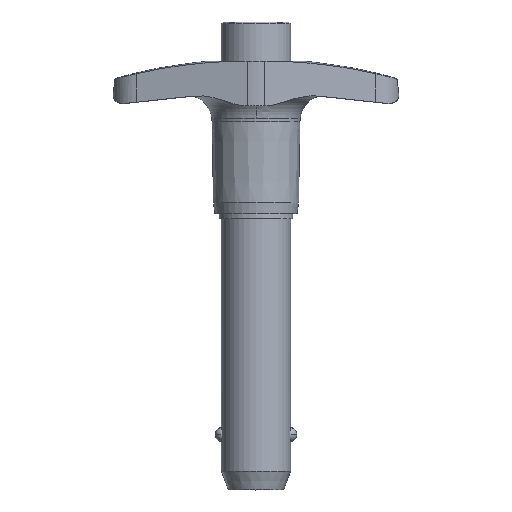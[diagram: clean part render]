
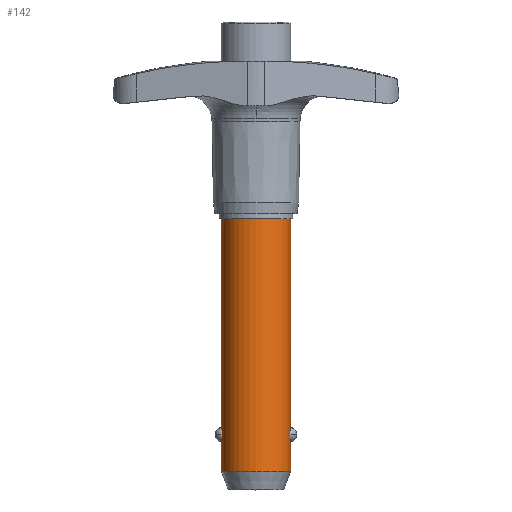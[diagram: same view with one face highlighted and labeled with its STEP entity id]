
A CAD part, top view. The second image highlights one B-rep face of the part: STEP entity #142.
In plain terms, the highlighted cylindrical face has radius 7.144 mm (diameter 14.287 mm), a partial arc.
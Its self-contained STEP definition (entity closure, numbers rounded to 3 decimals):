
#142=ADVANCED_FACE('',(#325),#326,.T.);
#325=FACE_OUTER_BOUND('',#548,.T.);
#326=CYLINDRICAL_SURFACE('',#549,7.144);
#548=EDGE_LOOP('',(#906,#907,#908,#909,#910,#911,#912,#913,#914,#915));
#549=AXIS2_PLACEMENT_3D('',#916,#917,#918);
#906=ORIENTED_EDGE('',*,*,#1483,.T.);
#907=ORIENTED_EDGE('',*,*,#1484,.T.);
#908=ORIENTED_EDGE('',*,*,#1485,.T.);
#909=ORIENTED_EDGE('',*,*,#1486,.T.);
#910=ORIENTED_EDGE('',*,*,#1449,.F.);
#911=ORIENTED_EDGE('',*,*,#1487,.T.);
#912=ORIENTED_EDGE('',*,*,#1488,.T.);
#913=ORIENTED_EDGE('',*,*,#1375,.T.);
#914=ORIENTED_EDGE('',*,*,#1489,.T.);
#915=ORIENTED_EDGE('',*,*,#1490,.T.);
#916=CARTESIAN_POINT('',(0.0,-28.067,0.0));
#917=DIRECTION('',(-0.0,1.0,0.0));
#918=DIRECTION('',(1.0,0.0,0.0));
#1375=EDGE_CURVE('',#1647,#1650,#1652,.T.);
#1449=EDGE_CURVE('',#1775,#1774,#1777,.T.);
#1483=EDGE_CURVE('',#1827,#1828,#1829,.T.);
#1484=EDGE_CURVE('',#1828,#1830,#1831,.T.);
#1485=EDGE_CURVE('',#1830,#1832,#1833,.T.);
#1486=EDGE_CURVE('',#1832,#1774,#1834,.T.);
#1487=EDGE_CURVE('',#1775,#1835,#1836,.T.);
#1488=EDGE_CURVE('',#1835,#1647,#1837,.T.);
#1489=EDGE_CURVE('',#1650,#1838,#1839,.T.);
#1490=EDGE_CURVE('',#1838,#1827,#1840,.T.);
#1647=VERTEX_POINT('',#2101);
#1650=VERTEX_POINT('',#2104);
#1652=B_SPLINE_CURVE_WITH_KNOTS('',3,(#2119,#2120,#2121,#2122,#2123,#2124,#2125,#2126,#2127,#2128,#2129,#2130,#2131,#2132),.UNSPECIFIED.,.F.,.F.,(4,2,2,2,2,2,4),(0.0,0.514,1.028,1.257,1.487,1.862,2.238),.UNSPECIFIED.);
#1774=VERTEX_POINT('',#2747);
#1775=VERTEX_POINT('',#2748);
#1777=CIRCLE('',#2750,7.144);
#1827=VERTEX_POINT('',#2997);
#1828=VERTEX_POINT('',#2998);
#1829=LINE('',#2999,#3000);
#1830=VERTEX_POINT('',#3001);
#1831=B_SPLINE_CURVE_WITH_KNOTS('',3,(#3002,#3003,#3004,#3005,#3006,#3007,#3008,#3009,#3010,#3011,#3012,#3013,#3014,#3015),.UNSPECIFIED.,.F.,.F.,(4,2,2,2,2,2,4),(2.238,2.613,2.988,3.218,3.448,3.961,4.475),.UNSPECIFIED.);
#1832=VERTEX_POINT('',#3016);
#1833=B_SPLINE_CURVE_WITH_KNOTS('',3,(#3017,#3018,#3019,#3020,#3021,#3022,#3023,#3024,#3025,#3026,#3027,#3028,#3029,#3030),.UNSPECIFIED.,.F.,.F.,(4,2,2,2,2,2,4),(4.475,4.989,5.503,5.733,5.962,6.338,6.713),.UNSPECIFIED.);
#1834=LINE('',#3031,#3032);
#1835=VERTEX_POINT('',#3033);
#1836=LINE('',#3034,#3035);
#1837=B_SPLINE_CURVE_WITH_KNOTS('',3,(#3036,#3037,#3038,#3039,#3040,#3041,#3042,#3043,#3044,#3045,#3046,#3047,#3048,#3049),.UNSPECIFIED.,.F.,.F.,(4,2,2,2,2,2,4),(6.713,7.088,7.463,7.693,7.923,8.436,8.95),.UNSPECIFIED.);
#1838=VERTEX_POINT('',#3050);
#1839=LINE('',#3051,#3052);
#1840=CIRCLE('',#3053,7.144);
#2101=CARTESIAN_POINT('',(-6.985,-44.668,1.5));
#2104=CARTESIAN_POINT('',(-7.144,-46.157,0.));
#2119=CARTESIAN_POINT('',(-6.985,-44.668,1.5));
#2120=CARTESIAN_POINT('',(-6.985,-44.84,1.5));
#2121=CARTESIAN_POINT('',(-6.991,-45.023,1.469));
#2122=CARTESIAN_POINT('',(-7.017,-45.364,1.34));
#2123=CARTESIAN_POINT('',(-7.036,-45.522,1.243));
#2124=CARTESIAN_POINT('',(-7.062,-45.707,1.08));
#2125=CARTESIAN_POINT('',(-7.071,-45.766,1.02));
#2126=CARTESIAN_POINT('',(-7.088,-45.871,0.891));
#2127=CARTESIAN_POINT('',(-7.097,-45.918,0.822));
#2128=CARTESIAN_POINT('',(-7.115,-46.018,0.648));
#2129=CARTESIAN_POINT('',(-7.126,-46.071,0.522));
#2130=CARTESIAN_POINT('',(-7.14,-46.141,0.261));
#2131=CARTESIAN_POINT('',(-7.144,-46.157,0.125));
#2132=CARTESIAN_POINT('',(-7.144,-46.157,0.));
#2747=CARTESIAN_POINT('',(7.144,0.0,0.0));
#2748=CARTESIAN_POINT('',(-7.144,0.0,0.));
#2750=AXIS2_PLACEMENT_3D('',#3993,#3994,#3995);
#2997=CARTESIAN_POINT('',(7.144,-52.248,0.0));
#2998=CARTESIAN_POINT('',(7.144,-46.157,0.));
#2999=CARTESIAN_POINT('',(7.144,-28.067,0.));
#3000=VECTOR('',#4031,1.0);
#3001=CARTESIAN_POINT('',(6.985,-44.668,1.5));
#3002=CARTESIAN_POINT('',(7.144,-46.157,0.));
#3003=CARTESIAN_POINT('',(7.144,-46.157,0.125));
#3004=CARTESIAN_POINT('',(7.14,-46.141,0.261));
#3005=CARTESIAN_POINT('',(7.126,-46.071,0.522));
#3006=CARTESIAN_POINT('',(7.115,-46.018,0.648));
#3007=CARTESIAN_POINT('',(7.097,-45.918,0.822));
#3008=CARTESIAN_POINT('',(7.088,-45.871,0.891));
#3009=CARTESIAN_POINT('',(7.071,-45.766,1.02));
#3010=CARTESIAN_POINT('',(7.062,-45.707,1.08));
#3011=CARTESIAN_POINT('',(7.036,-45.522,1.243));
#3012=CARTESIAN_POINT('',(7.017,-45.364,1.34));
#3013=CARTESIAN_POINT('',(6.991,-45.023,1.469));
#3014=CARTESIAN_POINT('',(6.985,-44.84,1.5));
#3015=CARTESIAN_POINT('',(6.985,-44.668,1.5));
#3016=CARTESIAN_POINT('',(7.144,-43.18,0.));
#3017=CARTESIAN_POINT('',(6.985,-44.668,1.5));
#3018=CARTESIAN_POINT('',(6.985,-44.497,1.5));
#3019=CARTESIAN_POINT('',(6.991,-44.314,1.469));
#3020=CARTESIAN_POINT('',(7.017,-43.973,1.34));
#3021=CARTESIAN_POINT('',(7.036,-43.815,1.243));
#3022=CARTESIAN_POINT('',(7.062,-43.63,1.08));
#3023=CARTESIAN_POINT('',(7.071,-43.571,1.02));
#3024=CARTESIAN_POINT('',(7.088,-43.466,0.891));
#3025=CARTESIAN_POINT('',(7.097,-43.419,0.822));
#3026=CARTESIAN_POINT('',(7.115,-43.319,0.648));
#3027=CARTESIAN_POINT('',(7.126,-43.266,0.522));
#3028=CARTESIAN_POINT('',(7.14,-43.196,0.261));
#3029=CARTESIAN_POINT('',(7.144,-43.18,0.125));
#3030=CARTESIAN_POINT('',(7.144,-43.18,0.));
#3031=CARTESIAN_POINT('',(7.144,-28.067,0.));
#3032=VECTOR('',#4032,1.0);
#3033=CARTESIAN_POINT('',(-7.144,-43.18,0.));
#3034=CARTESIAN_POINT('',(-7.144,-28.067,0.));
#3035=VECTOR('',#4033,1.0);
#3036=CARTESIAN_POINT('',(-7.144,-43.18,0.));
#3037=CARTESIAN_POINT('',(-7.144,-43.18,0.125));
#3038=CARTESIAN_POINT('',(-7.14,-43.196,0.261));
#3039=CARTESIAN_POINT('',(-7.126,-43.266,0.522));
#3040=CARTESIAN_POINT('',(-7.115,-43.319,0.648));
#3041=CARTESIAN_POINT('',(-7.097,-43.419,0.822));
#3042=CARTESIAN_POINT('',(-7.088,-43.466,0.891));
#3043=CARTESIAN_POINT('',(-7.071,-43.571,1.02));
#3044=CARTESIAN_POINT('',(-7.062,-43.63,1.08));
#3045=CARTESIAN_POINT('',(-7.036,-43.815,1.243));
#3046=CARTESIAN_POINT('',(-7.017,-43.973,1.34));
#3047=CARTESIAN_POINT('',(-6.991,-44.314,1.469));
#3048=CARTESIAN_POINT('',(-6.985,-44.497,1.5));
#3049=CARTESIAN_POINT('',(-6.985,-44.668,1.5));
#3050=CARTESIAN_POINT('',(-7.144,-52.248,0.));
#3051=CARTESIAN_POINT('',(-7.144,-28.067,0.));
#3052=VECTOR('',#4034,1.0);
#3053=AXIS2_PLACEMENT_3D('',#4035,#4036,#4037);
#3993=CARTESIAN_POINT('',(0.0,0.0,0.0));
#3994=DIRECTION('',(-0.0,1.0,0.0));
#3995=DIRECTION('',(1.0,0.0,0.0));
#4031=DIRECTION('',(0.0,1.0,0.0));
#4032=DIRECTION('',(0.0,1.0,0.0));
#4033=DIRECTION('',(-0.0,-1.0,-0.0));
#4034=DIRECTION('',(-0.0,-1.0,-0.0));
#4035=CARTESIAN_POINT('',(0.0,-52.248,0.0));
#4036=DIRECTION('',(0.,1.0,0.0));
#4037=DIRECTION('',(1.0,0.,0.0));
